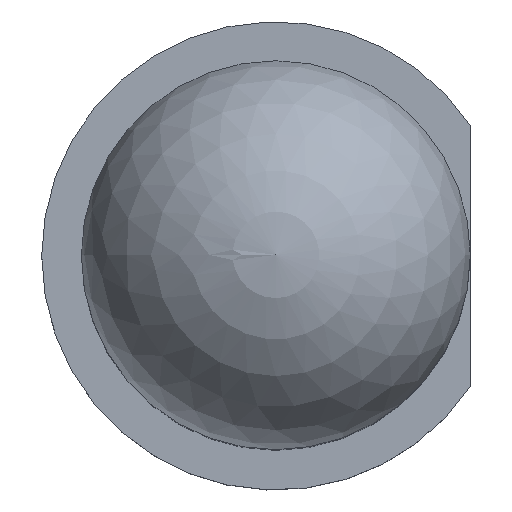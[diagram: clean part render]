
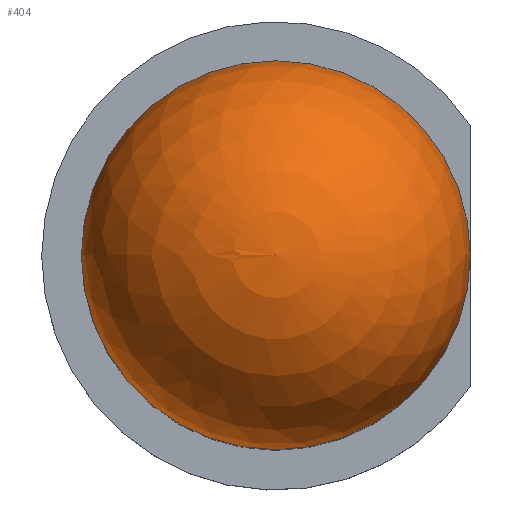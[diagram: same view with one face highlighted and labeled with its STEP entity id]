
A CAD part, top view. The second image highlights one B-rep face of the part: STEP entity #404.
In plain terms, the highlighted spherical face has radius 2.45 mm.
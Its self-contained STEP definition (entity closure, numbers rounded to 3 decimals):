
#315 = CYLINDRICAL_SURFACE('',#316,2.45);
#316 = AXIS2_PLACEMENT_3D('',#317,#318,#319);
#317 = CARTESIAN_POINT('',(0.,0.,4.));
#318 = DIRECTION('',(0.,0.,1.));
#319 = DIRECTION('',(-1.,0.,0.));
#353 = VERTEX_POINT('',#354);
#354 = CARTESIAN_POINT('',(-2.45,0.,9.25));
#378 = EDGE_CURVE('',#353,#353,#379,.T.);
#379 = SURFACE_CURVE('',#380,(#385,#392),.PCURVE_S1.);
#380 = CIRCLE('',#381,2.45);
#381 = AXIS2_PLACEMENT_3D('',#382,#383,#384);
#382 = CARTESIAN_POINT('',(0.,0.,9.25));
#383 = DIRECTION('',(0.,0.,1.));
#384 = DIRECTION('',(-1.,0.,0.));
#385 = PCURVE('',#315,#386);
#386 = DEFINITIONAL_REPRESENTATION('',(#387),#391);
#387 = LINE('',#388,#389);
#388 = CARTESIAN_POINT('',(0.,5.25));
#389 = VECTOR('',#390,1.);
#390 = DIRECTION('',(1.,0.));
#391 = ( GEOMETRIC_REPRESENTATION_CONTEXT(2) 
PARAMETRIC_REPRESENTATION_CONTEXT() REPRESENTATION_CONTEXT('2D SPACE',''
  ) );
#392 = PCURVE('',#393,#398);
#393 = SPHERICAL_SURFACE('',#394,2.45);
#394 = AXIS2_PLACEMENT_3D('',#395,#396,#397);
#395 = CARTESIAN_POINT('',(0.,0.,9.25));
#396 = DIRECTION('',(-0.,-0.,-1.));
#397 = DIRECTION('',(-1.,0.,0.));
#398 = DEFINITIONAL_REPRESENTATION('',(#399),#403);
#399 = LINE('',#400,#401);
#400 = CARTESIAN_POINT('',(-0.,0.));
#401 = VECTOR('',#402,1.);
#402 = DIRECTION('',(-1.,0.));
#403 = ( GEOMETRIC_REPRESENTATION_CONTEXT(2) 
PARAMETRIC_REPRESENTATION_CONTEXT() REPRESENTATION_CONTEXT('2D SPACE',''
  ) );
#404 = ADVANCED_FACE('',(#405),#393,.T.);
#405 = FACE_BOUND('',#406,.F.);
#406 = EDGE_LOOP('',(#407,#431,#432));
#407 = ORIENTED_EDGE('',*,*,#408,.T.);
#408 = EDGE_CURVE('',#409,#353,#411,.T.);
#409 = VERTEX_POINT('',#410);
#410 = CARTESIAN_POINT('',(0.,0.,11.7)
  );
#411 = SEAM_CURVE('',#412,(#417,#424),.PCURVE_S1.);
#412 = CIRCLE('',#413,2.45);
#413 = AXIS2_PLACEMENT_3D('',#414,#415,#416);
#414 = CARTESIAN_POINT('',(0.,0.,9.25));
#415 = DIRECTION('',(0.,-1.,0.));
#416 = DIRECTION('',(1.,0.,0.));
#417 = PCURVE('',#393,#418);
#418 = DEFINITIONAL_REPRESENTATION('',(#419),#423);
#419 = LINE('',#420,#421);
#420 = CARTESIAN_POINT('',(-0.,-3.142));
#421 = VECTOR('',#422,1.);
#422 = DIRECTION('',(-0.,1.));
#423 = ( GEOMETRIC_REPRESENTATION_CONTEXT(2) 
PARAMETRIC_REPRESENTATION_CONTEXT() REPRESENTATION_CONTEXT('2D SPACE',''
  ) );
#424 = PCURVE('',#393,#425);
#425 = DEFINITIONAL_REPRESENTATION('',(#426),#430);
#426 = LINE('',#427,#428);
#427 = CARTESIAN_POINT('',(-6.283,-3.142));
#428 = VECTOR('',#429,1.);
#429 = DIRECTION('',(-0.,1.));
#430 = ( GEOMETRIC_REPRESENTATION_CONTEXT(2) 
PARAMETRIC_REPRESENTATION_CONTEXT() REPRESENTATION_CONTEXT('2D SPACE',''
  ) );
#431 = ORIENTED_EDGE('',*,*,#378,.F.);
#432 = ORIENTED_EDGE('',*,*,#408,.F.);
